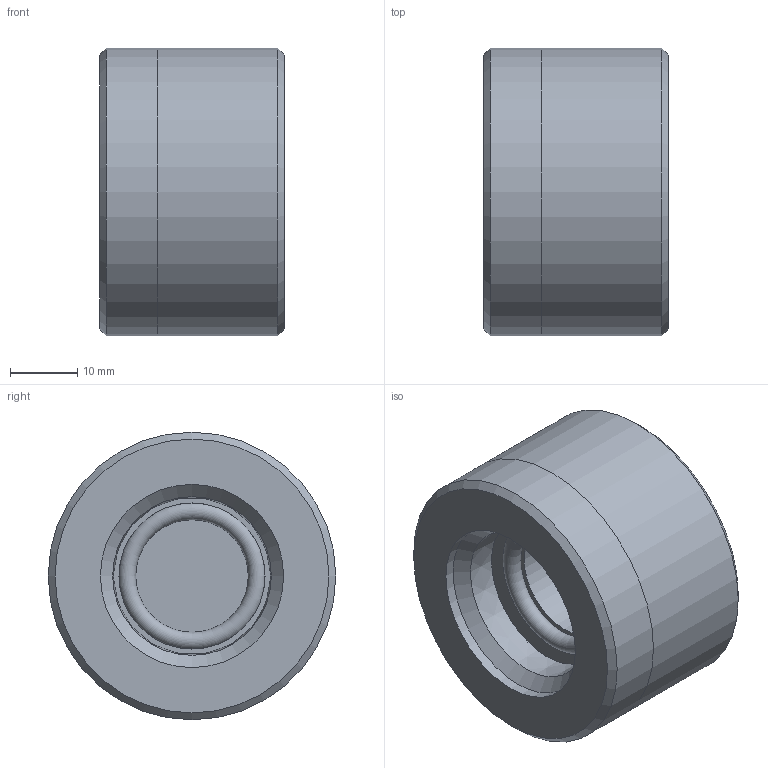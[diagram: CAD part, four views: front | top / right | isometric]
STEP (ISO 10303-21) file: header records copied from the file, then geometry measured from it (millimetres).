
FILE_DESCRIPTION(/* description */ (''),/* implementation_level */ '2;1');
FILE_NAME(/* name */ 'MET121C.stp',/* time_stamp */ '2018-11-06T07:42:10-06:00',/* author */ ('scottg'),/* organization */ ('FasTest,Inc.'),/* preprocessor_version */ 'ST-DEVELOPER v16.1',/* originating_system */ 'Autodesk Inventor 2016',/* authorisation */ '');
FILE_SCHEMA (('AUTOMOTIVE_DESIGN { 1 0 10303 214 3 1 1 }'));
Length unit declared in the file: inch
Products named in the file (1): MET121C
Bounding box: 27.43 x 42.67 x 42.67 mm (x, y, z)
Volume: 30360.9 mm3; surface area: 9477.3 mm2
Topology: 1 solids, 1 shells, 21 faces, 34 edges, 21 vertices
Faces by surface type: plane 8, cylinder 7, cone 5, torus 1
Full cylindrical faces by diameter (mm): 16.764 x1, 27.178 x1, 28.575 x1, 34.976 x2, 42.672 x2
Entity records: 461 total; most frequent: DIRECTION 84, CARTESIAN_POINT 62, AXIS2_PLACEMENT_3D 42, EDGE_LOOP 40, ORIENTED_EDGE 40, FACE_OUTER_BOUND 21, ADVANCED_FACE 21, CIRCLE 20
